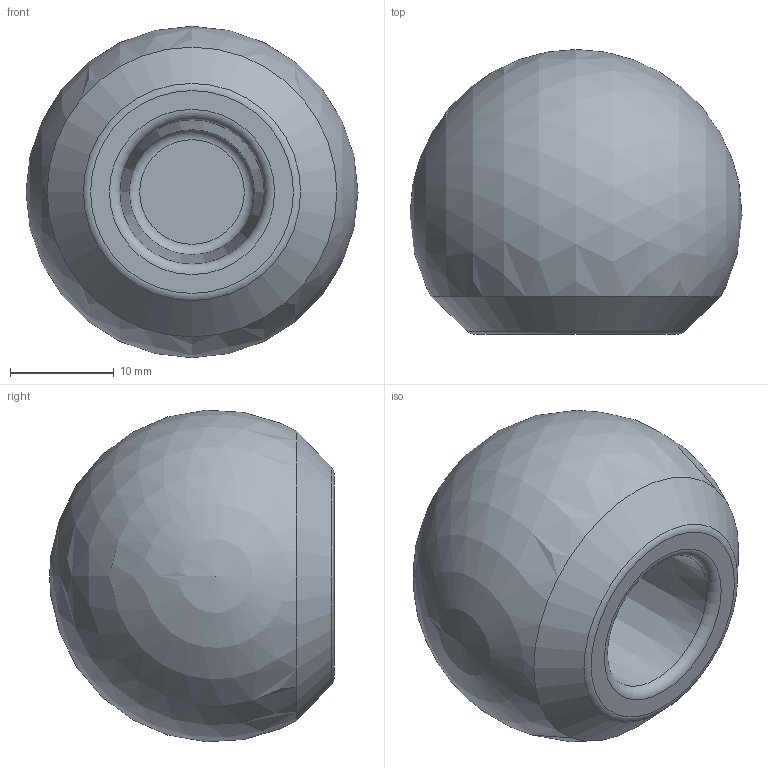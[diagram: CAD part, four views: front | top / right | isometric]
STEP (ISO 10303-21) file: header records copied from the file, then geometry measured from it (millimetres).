
FILE_DESCRIPTION(/* description */ ('Femoral head 32mm'),/* implementation_level */ '2;1');
FILE_NAME(/* name */ 'LFM-0122-100-001.stp',/* time_stamp */ '2022-02-07T09:23:54+01:00',/* author */ ('LFM PC Haake Mars 2'),/* organization */ (''),/* preprocessor_version */ 'ST-DEVELOPER v17',/* originating_system */ 'Autodesk Inventor 2019',/* authorisation */ '');
FILE_SCHEMA (('AUTOMOTIVE_DESIGN { 1 0 10303 214 3 1 1 }'));
Length unit declared in the file: millimetre
Products named in the file (1): LFM-0122-100-001
Bounding box: 32 x 27.45 x 31.95 mm (x, y, z)
Volume: 13006.4 mm3; surface area: 3974.5 mm2
Topology: 1 solids, 1 shells, 8 faces, 23 edges, 17 vertices
Faces by surface type: torus 3, plane 2, cone 2, sphere 1
Entity records: 315 total; most frequent: DIRECTION 58, CARTESIAN_POINT 47, ORIENTED_EDGE 42, AXIS2_PLACEMENT_3D 28, EDGE_CURVE 21, CIRCLE 19, VERTEX_POINT 17, EDGE_LOOP 10
